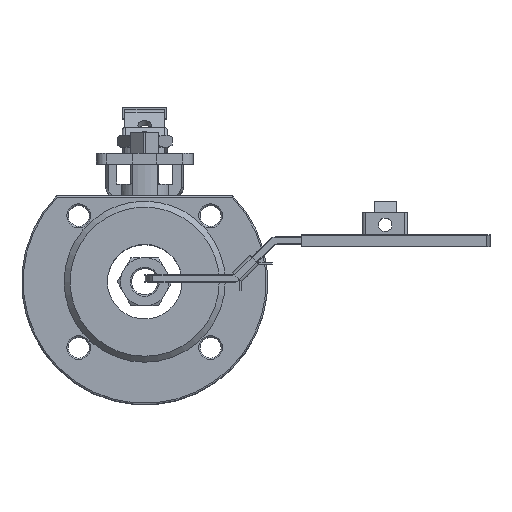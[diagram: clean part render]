
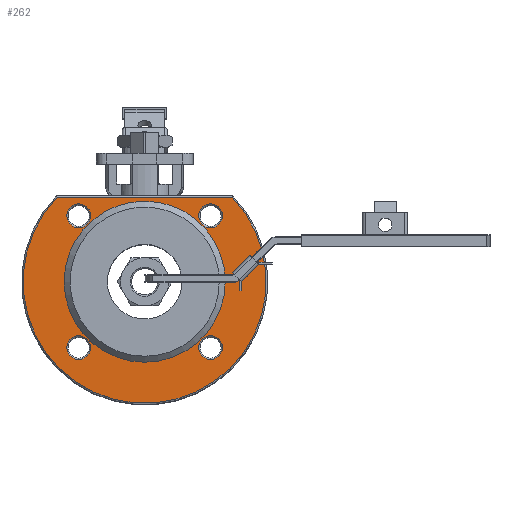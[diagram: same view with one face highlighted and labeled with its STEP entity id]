
A CAD part, top view. The second image highlights one B-rep face of the part: STEP entity #262.
In plain terms, the highlighted planar face has unit normal (0, 0, 1).
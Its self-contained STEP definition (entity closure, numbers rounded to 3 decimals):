
#262 = ADVANCED_FACE( '', ( #704, #705, #706, #707, #708, #709 ), #710, .T. );
#704 = FACE_OUTER_BOUND( '', #1407, .T. );
#705 = FACE_BOUND( '', #1408, .T. );
#706 = FACE_BOUND( '', #1409, .T. );
#707 = FACE_BOUND( '', #1410, .T. );
#708 = FACE_BOUND( '', #1411, .T. );
#709 = FACE_BOUND( '', #1412, .T. );
#710 = PLANE( '', #1413 );
#1407 = EDGE_LOOP( '', ( #3552, #3553 ) );
#1408 = EDGE_LOOP( '', ( #3554 ) );
#1409 = EDGE_LOOP( '', ( #3555 ) );
#1410 = EDGE_LOOP( '', ( #3556 ) );
#1411 = EDGE_LOOP( '', ( #3557 ) );
#1412 = EDGE_LOOP( '', ( #3558 ) );
#1413 = AXIS2_PLACEMENT_3D( '', #3559, #3560, #3561 );
#3552 = ORIENTED_EDGE( '', *, *, #5237, .F. );
#3553 = ORIENTED_EDGE( '', *, *, #5238, .T. );
#3554 = ORIENTED_EDGE( '', *, *, #5239, .F. );
#3555 = ORIENTED_EDGE( '', *, *, #5240, .T. );
#3556 = ORIENTED_EDGE( '', *, *, #5241, .F. );
#3557 = ORIENTED_EDGE( '', *, *, #5242, .F. );
#3558 = ORIENTED_EDGE( '', *, *, #5165, .F. );
#3559 = CARTESIAN_POINT( '', ( 0., 0., 17. ) );
#3560 = DIRECTION( '', ( 0., 0., 1. ) );
#3561 = DIRECTION( '', ( 1., 0., 0. ) );
#5165 = EDGE_CURVE( '', #5839, #5839, #5840, .T. );
#5237 = EDGE_CURVE( '', #5974, #5975, #5976, .T. );
#5238 = EDGE_CURVE( '', #5974, #5975, #5977, .T. );
#5239 = EDGE_CURVE( '', #5978, #5978, #5979, .T. );
#5240 = EDGE_CURVE( '', #5980, #5980, #5981, .T. );
#5241 = EDGE_CURVE( '', #5982, #5982, #5983, .T. );
#5242 = EDGE_CURVE( '', #5984, #5984, #5985, .T. );
#5839 = VERTEX_POINT( '', #6943 );
#5840 = CIRCLE( '', #6944, 8. );
#5974 = VERTEX_POINT( '', #7116 );
#5975 = VERTEX_POINT( '', #7117 );
#5976 = LINE( '', #7118, #7119 );
#5977 = CIRCLE( '', #7120, 81.5 );
#5978 = VERTEX_POINT( '', #7121 );
#5979 = CIRCLE( '', #7122, 8. );
#5980 = VERTEX_POINT( '', #7123 );
#5981 = CIRCLE( '', #7124, 54. );
#5982 = VERTEX_POINT( '', #7125 );
#5983 = CIRCLE( '', #7126, 8. );
#5984 = VERTEX_POINT( '', #7127 );
#5985 = CIRCLE( '', #7128, 8. );
#6943 = CARTESIAN_POINT( '', ( -36.194, 44.194, 17. ) );
#6944 = AXIS2_PLACEMENT_3D( '', #10561, #10562, #10563 );
#7116 = CARTESIAN_POINT( '', ( -58.737, 56.5, 17. ) );
#7117 = CARTESIAN_POINT( '', ( 58.737, 56.5, 17. ) );
#7118 = CARTESIAN_POINT( '', ( 0., 56.5, 17. ) );
#7119 = VECTOR( '', #10680, 1000. );
#7120 = AXIS2_PLACEMENT_3D( '', #10681, #10682, #10683 );
#7121 = CARTESIAN_POINT( '', ( 52.194, -44.194, 17. ) );
#7122 = AXIS2_PLACEMENT_3D( '', #10684, #10685, #10686 );
#7123 = CARTESIAN_POINT( '', ( 0., -54., 17. ) );
#7124 = AXIS2_PLACEMENT_3D( '', #10687, #10688, #10689 );
#7125 = CARTESIAN_POINT( '', ( 52.194, 44.194, 17. ) );
#7126 = AXIS2_PLACEMENT_3D( '', #10690, #10691, #10692 );
#7127 = CARTESIAN_POINT( '', ( -36.194, -44.194, 17. ) );
#7128 = AXIS2_PLACEMENT_3D( '', #10693, #10694, #10695 );
#10561 = CARTESIAN_POINT( '', ( -44.194, 44.194, 17. ) );
#10562 = DIRECTION( '', ( 0., 0., 1. ) );
#10563 = DIRECTION( '', ( 1., 0., 0. ) );
#10680 = DIRECTION( '', ( 1., 0., 0. ) );
#10681 = CARTESIAN_POINT( '', ( 0., 0., 17. ) );
#10682 = DIRECTION( '', ( 0., 0., 1. ) );
#10683 = DIRECTION( '', ( 1., 0., 0. ) );
#10684 = CARTESIAN_POINT( '', ( 44.194, -44.194, 17. ) );
#10685 = DIRECTION( '', ( 0., 0., 1. ) );
#10686 = DIRECTION( '', ( 1., 0., 0. ) );
#10687 = CARTESIAN_POINT( '', ( 0., 0., 17. ) );
#10688 = DIRECTION( '', ( 0., 0., -1. ) );
#10689 = DIRECTION( '', ( 0., -1., 0. ) );
#10690 = CARTESIAN_POINT( '', ( 44.194, 44.194, 17. ) );
#10691 = DIRECTION( '', ( 0., 0., 1. ) );
#10692 = DIRECTION( '', ( 1., 0., 0. ) );
#10693 = CARTESIAN_POINT( '', ( -44.194, -44.194, 17. ) );
#10694 = DIRECTION( '', ( 0., 0., 1. ) );
#10695 = DIRECTION( '', ( 1., 0., 0. ) );
